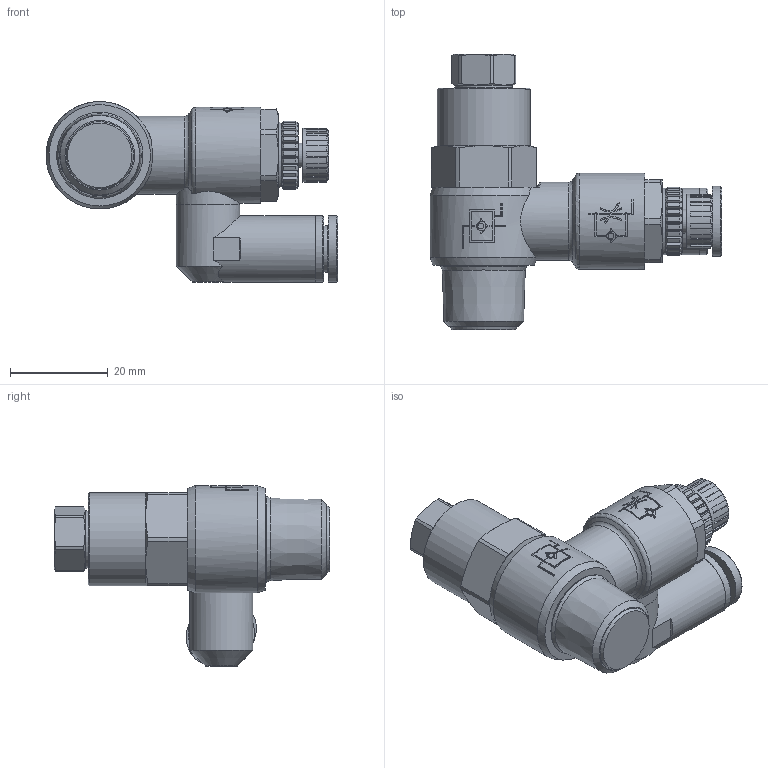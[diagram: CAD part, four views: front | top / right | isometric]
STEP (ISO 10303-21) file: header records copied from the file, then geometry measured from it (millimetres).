
FILE_DESCRIPTION((''),'2;1');
FILE_NAME('GNSP 0803.stp','2019-05-21T10:12:57',('user'),(''),'Autodesk Inventor 2013','Autodesk Inventor 2013','');
FILE_SCHEMA(('AUTOMOTIVE_DESIGN { 1 0 10303 214 1 1 1 1 }'));
Length unit declared in the file: millimetre
Products named in the file (15): GNSP 0803 조립품; GNSP BODY 0803(PLASTIC); GNSP BRASS ASSY 03(EPNI); GNSP BODY 03(BRASS); P-CHECK BODY 03(BRASS); P-NSE BRASS ASSY 03(EPNI); P-NSE BODY 03(BRASS); P-NEEDLE 03(BRASS); LOCK NUT 02; HANDLE 03(PLASTIC); GNPL PLASTIC ASSY 08; GNPL BODY 08(PLASTIC); G-COLLAR 08L; COLLAR G08L; SLEEVE G08
Assembly tree (14 placements, depth 4):
  GNSP 0803 조립품
    GNSP BODY 0803(PLASTIC)
    GNSP BRASS ASSY 03(EPNI)
      GNSP BODY 03(BRASS)
      P-CHECK BODY 03(BRASS)
    P-NSE BRASS ASSY 03(EPNI)
      P-NSE BODY 03(BRASS)
      P-NEEDLE 03(BRASS)
      LOCK NUT 02
      HANDLE 03(PLASTIC)
    GNPL PLASTIC ASSY 08
      GNPL BODY 08(PLASTIC)
      G-COLLAR 08L
        COLLAR G08L
        SLEEVE G08
Bounding box: 59.8 x 56.4 x 37.05 mm (x, y, z)
Volume: 27482.9 mm3; surface area: 11226.6 mm2
Topology: 11 solids, 11 shells, 865 faces, 2331 edges, 1524 vertices
Faces by surface type: plane 593, cone 98, cylinder 97, bspline 74, torus 3
Full cylindrical faces by diameter (mm): 0.7 x1, 5 x1, 8.2 x2, 9.6 x1, 11 x1, 11.8 x1, 13 x2, 13.6 x2, 16 x1, 17.3 x1, 17.7 x1, 19 x1, 19.7 x1
Entity records: 35453 total; most frequent: CARTESIAN_POINT 14634, ORIENTED_EDGE 4566, DIRECTION 3846, EDGE_CURVE 2283, VERTEX_POINT 1510, VECTOR 1440, LINE 1440, AXIS2_PLACEMENT_3D 1203
